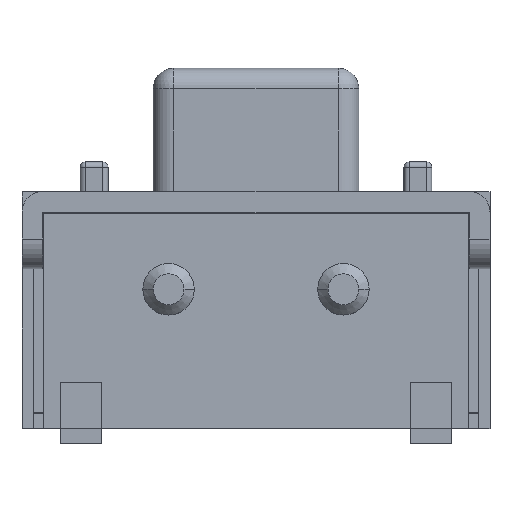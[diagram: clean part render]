
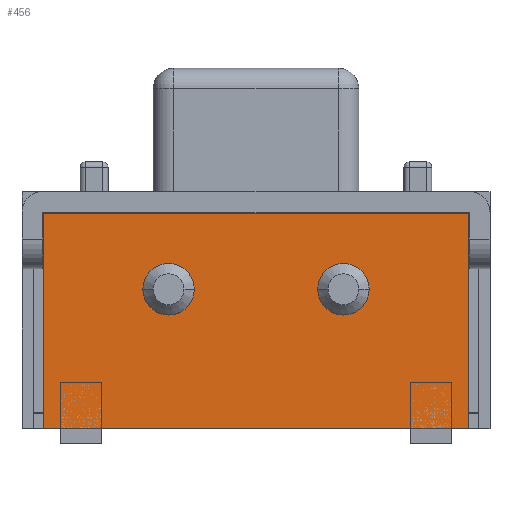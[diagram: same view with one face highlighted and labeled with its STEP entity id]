
A CAD part, top view. The second image highlights one B-rep face of the part: STEP entity #456.
In plain terms, the highlighted planar face has unit normal (0, 0, 1).
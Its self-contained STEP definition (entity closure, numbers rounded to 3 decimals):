
#92 = FACE_BOUND ( 'NONE', #1145, .T. ) ;
#217 = CARTESIAN_POINT ( 'NONE',  ( 1.1, 1.35, -0.01 ) ) ;
#361 = FACE_BOUND ( 'NONE', #2582, .T. ) ;
#373 = DIRECTION ( 'NONE',  ( 0., 0., -1. ) ) ;
#455 = AXIS2_PLACEMENT_3D ( 'NONE', #3174, #373, #3864 ) ;
#456 = ADVANCED_FACE ( 'NONE', ( #361, #719, #92 ), #2110, .F. ) ;
#474 = VERTEX_POINT ( 'NONE', #1436 ) ;
#533 = AXIS2_PLACEMENT_3D ( 'NONE', #1716, #4202, #2470 ) ;
#534 = VECTOR ( 'NONE', #4000, 1000. ) ;
#543 = CARTESIAN_POINT ( 'NONE',  ( 2.275, 2.09, -0.01 ) ) ;
#627 = DIRECTION ( 'NONE',  ( 0., 1., 0. ) ) ;
#719 = FACE_OUTER_BOUND ( 'NONE', #3314, .T. ) ;
#722 = DIRECTION ( 'NONE',  ( 0., 0., 1. ) ) ;
#746 = CIRCLE ( 'NONE', #4045, 0.25 ) ;
#794 = CARTESIAN_POINT ( 'NONE',  ( 0.6, 1.35, -0.01 ) ) ;
#820 = CIRCLE ( 'NONE', #455, 0.25 ) ;
#850 = DIRECTION ( 'NONE',  ( 0., 1., 0. ) ) ;
#872 = DIRECTION ( 'NONE',  ( 0., 0., -1. ) ) ;
#1016 = CARTESIAN_POINT ( 'NONE',  ( -2.065, 0., -0.01 ) ) ;
#1044 = CARTESIAN_POINT ( 'NONE',  ( 0.85, 1.35, -0.01 ) ) ;
#1084 = EDGE_CURVE ( 'NONE', #474, #3550, #4390, .T. ) ;
#1105 = AXIS2_PLACEMENT_3D ( 'NONE', #1044, #2472, #1400 ) ;
#1145 = EDGE_LOOP ( 'NONE', ( #2932, #3904 ) ) ;
#1157 = ORIENTED_EDGE ( 'NONE', *, *, #1727, .F. ) ;
#1284 = CARTESIAN_POINT ( 'NONE',  ( -2.065, 2.09, -0.01 ) ) ;
#1299 = EDGE_CURVE ( 'NONE', #3190, #3136, #746, .T. ) ;
#1400 = DIRECTION ( 'NONE',  ( 0., 1., 0. ) ) ;
#1436 = CARTESIAN_POINT ( 'NONE',  ( 2.065, 0., -0.01 ) ) ;
#1550 = CARTESIAN_POINT ( 'NONE',  ( -0.85, 1.35, -0.01 ) ) ;
#1576 = DIRECTION ( 'NONE',  ( -1., 0., 0. ) ) ;
#1714 = CARTESIAN_POINT ( 'NONE',  ( -1.1, 1.35, -0.01 ) ) ;
#1716 = CARTESIAN_POINT ( 'NONE',  ( 2.275, 0., -0.01 ) ) ;
#1727 = EDGE_CURVE ( 'NONE', #3136, #3190, #1902, .T. ) ;
#1878 = VERTEX_POINT ( 'NONE', #3631 ) ;
#1902 = CIRCLE ( 'NONE', #1105, 0.25 ) ;
#1925 = EDGE_CURVE ( 'NONE', #1878, #4224, #3385, .T. ) ;
#2051 = VECTOR ( 'NONE', #2891, 1000. ) ;
#2105 = VERTEX_POINT ( 'NONE', #1714 ) ;
#2110 = PLANE ( 'NONE',  #533 ) ;
#2470 = DIRECTION ( 'NONE',  ( 0., 1., 0. ) ) ;
#2472 = DIRECTION ( 'NONE',  ( 0., 0., 1. ) ) ;
#2582 = EDGE_LOOP ( 'NONE', ( #1157, #3178 ) ) ;
#2596 = ORIENTED_EDGE ( 'NONE', *, *, #3639, .T. ) ;
#2657 = CARTESIAN_POINT ( 'NONE',  ( -0.6, 1.35, -0.01 ) ) ;
#2691 = EDGE_CURVE ( 'NONE', #3221, #2105, #820, .T. ) ;
#2791 = EDGE_CURVE ( 'NONE', #2105, #3221, #3330, .T. ) ;
#2798 = ORIENTED_EDGE ( 'NONE', *, *, #1925, .F. ) ;
#2891 = DIRECTION ( 'NONE',  ( -1., 0., 0. ) ) ;
#2932 = ORIENTED_EDGE ( 'NONE', *, *, #2691, .T. ) ;
#3136 = VERTEX_POINT ( 'NONE', #794 ) ;
#3174 = CARTESIAN_POINT ( 'NONE',  ( -0.85, 1.35, -0.01 ) ) ;
#3178 = ORIENTED_EDGE ( 'NONE', *, *, #1299, .F. ) ;
#3190 = VERTEX_POINT ( 'NONE', #217 ) ;
#3206 = LINE ( 'NONE', #3556, #2051 ) ;
#3218 = ORIENTED_EDGE ( 'NONE', *, *, #3448, .F. ) ;
#3221 = VERTEX_POINT ( 'NONE', #2657 ) ;
#3257 = AXIS2_PLACEMENT_3D ( 'NONE', #1550, #872, #850 ) ;
#3314 = EDGE_LOOP ( 'NONE', ( #3218, #3829, #2596, #2798 ) ) ;
#3330 = CIRCLE ( 'NONE', #3257, 0.25 ) ;
#3385 = LINE ( 'NONE', #1016, #534 ) ;
#3448 = EDGE_CURVE ( 'NONE', #474, #1878, #3206, .T. ) ;
#3450 = DIRECTION ( 'NONE',  ( 0., 1., 0. ) ) ;
#3550 = VERTEX_POINT ( 'NONE', #3852 ) ;
#3556 = CARTESIAN_POINT ( 'NONE',  ( 2.275, 0., -0.01 ) ) ;
#3631 = CARTESIAN_POINT ( 'NONE',  ( -2.065, 0., -0.01 ) ) ;
#3639 = EDGE_CURVE ( 'NONE', #3550, #4224, #4379, .T. ) ;
#3829 = ORIENTED_EDGE ( 'NONE', *, *, #1084, .T. ) ;
#3852 = CARTESIAN_POINT ( 'NONE',  ( 2.065, 2.09, -0.01 ) ) ;
#3864 = DIRECTION ( 'NONE',  ( 0., 1., 0. ) ) ;
#3904 = ORIENTED_EDGE ( 'NONE', *, *, #2791, .T. ) ;
#4000 = DIRECTION ( 'NONE',  ( 0., 1., 0. ) ) ;
#4045 = AXIS2_PLACEMENT_3D ( 'NONE', #4227, #722, #3450 ) ;
#4202 = DIRECTION ( 'NONE',  ( 0., 0., -1. ) ) ;
#4224 = VERTEX_POINT ( 'NONE', #1284 ) ;
#4227 = CARTESIAN_POINT ( 'NONE',  ( 0.85, 1.35, -0.01 ) ) ;
#4265 = VECTOR ( 'NONE', #627, 1000. ) ;
#4323 = VECTOR ( 'NONE', #1576, 1000. ) ;
#4371 = CARTESIAN_POINT ( 'NONE',  ( 2.065, 0., -0.01 ) ) ;
#4379 = LINE ( 'NONE', #543, #4323 ) ;
#4390 = LINE ( 'NONE', #4371, #4265 ) ;
